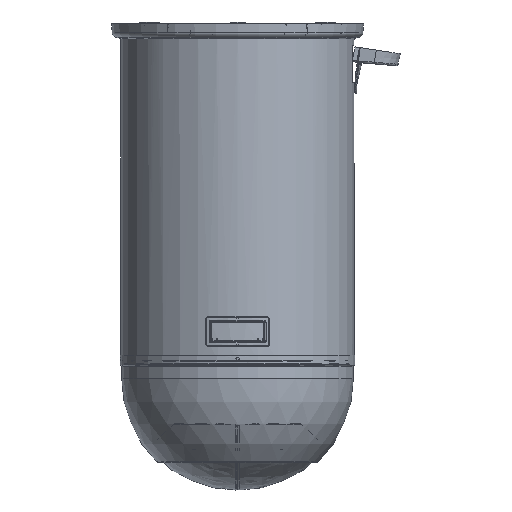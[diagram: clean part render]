
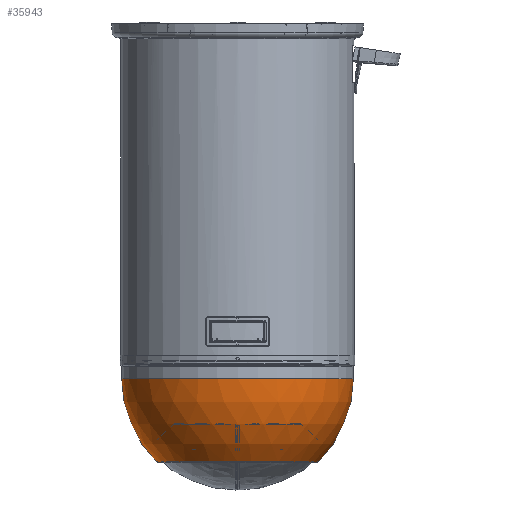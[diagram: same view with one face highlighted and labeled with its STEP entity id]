
A CAD part, left-side view. The second image highlights one B-rep face of the part: STEP entity #35943.
In plain terms, the highlighted spherical face has radius 170.8 mm.
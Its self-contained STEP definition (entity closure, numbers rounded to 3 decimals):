
#773=SPHERICAL_SURFACE('',#38527,170.8);
#3555=FACE_OUTER_BOUND('',#5845,.T.);
#5845=EDGE_LOOP('',(#24006,#24007,#24008,#24009,#24010));
#11878=CIRCLE('',#38502,170.8);
#11879=CIRCLE('',#38503,170.8);
#11893=CIRCLE('',#38525,119.238);
#11895=CIRCLE('',#38528,170.8);
#14287=VERTEX_POINT('',#53612);
#14288=VERTEX_POINT('',#53614);
#14299=VERTEX_POINT('',#53653);
#17943=EDGE_CURVE('',#14287,#14288,#11878,.T.);
#17944=EDGE_CURVE('',#14288,#14287,#11879,.T.);
#17963=EDGE_CURVE('',#14299,#14299,#11893,.T.);
#17965=EDGE_CURVE('',#14299,#14288,#11895,.T.);
#24006=ORIENTED_EDGE('',*,*,#17963,.T.);
#24007=ORIENTED_EDGE('',*,*,#17965,.T.);
#24008=ORIENTED_EDGE('',*,*,#17943,.F.);
#24009=ORIENTED_EDGE('',*,*,#17944,.F.);
#24010=ORIENTED_EDGE('',*,*,#17965,.F.);
#35943=ADVANCED_FACE('',(#3555),#773,.T.);
#38502=AXIS2_PLACEMENT_3D('',#53615,#43017,#43018);
#38503=AXIS2_PLACEMENT_3D('',#53616,#43019,#43020);
#38525=AXIS2_PLACEMENT_3D('',#53654,#43068,#43069);
#38527=AXIS2_PLACEMENT_3D('',#53656,#43072,#43073);
#38528=AXIS2_PLACEMENT_3D('',#53657,#43074,#43075);
#43017=DIRECTION('center_axis',(0.,-1.,0.));
#43018=DIRECTION('ref_axis',(1.,0.,0.));
#43019=DIRECTION('center_axis',(0.,-1.,0.));
#43020=DIRECTION('ref_axis',(1.,0.,0.));
#43068=DIRECTION('center_axis',(0.,-1.,0.));
#43069=DIRECTION('ref_axis',(1.,0.,0.));
#43072=DIRECTION('center_axis',(0.,1.,0.));
#43073=DIRECTION('ref_axis',(0.,0.,-1.));
#43074=DIRECTION('center_axis',(1.,0.,0.));
#43075=DIRECTION('ref_axis',(0.,0.,1.));
#53612=CARTESIAN_POINT('',(-170.8,0.,0.));
#53614=CARTESIAN_POINT('',(0.,0.,170.8));
#53615=CARTESIAN_POINT('Origin',(0.,0.,
0.));
#53616=CARTESIAN_POINT('Origin',(0.,0.,
0.));
#53653=CARTESIAN_POINT('',(0.,122.29,119.238));
#53654=CARTESIAN_POINT('Origin',(0.,122.29,
0.));
#53656=CARTESIAN_POINT('Origin',(0.,0.,0.));
#53657=CARTESIAN_POINT('Origin',(0.,0.,0.));
